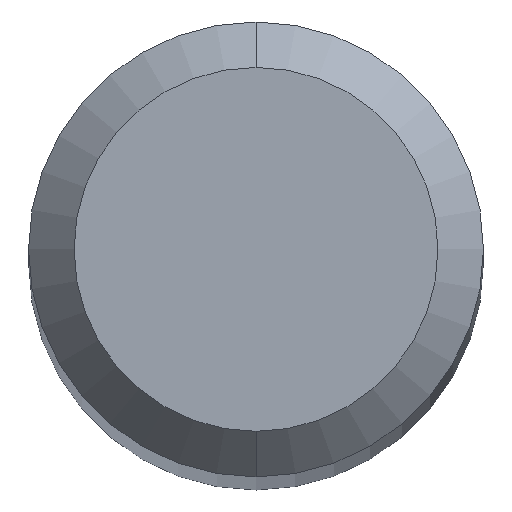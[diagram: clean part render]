
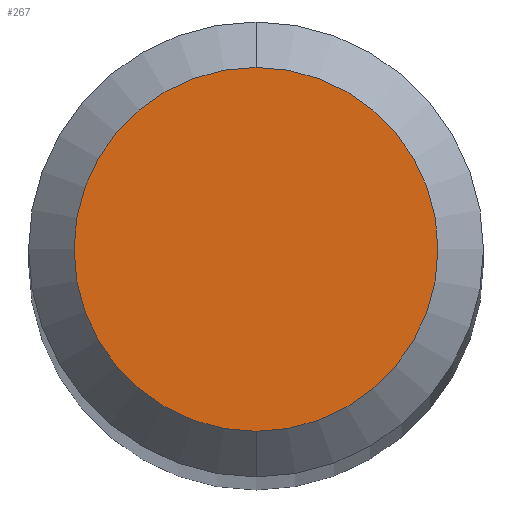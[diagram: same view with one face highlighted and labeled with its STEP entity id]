
A CAD part, top view. The second image highlights one B-rep face of the part: STEP entity #267.
In plain terms, the highlighted planar face has unit normal (0, 0, 1).
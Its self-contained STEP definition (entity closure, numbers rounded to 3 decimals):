
#195=EDGE_CURVE('',#427,#453,#504,.T.);
#267=ADVANCED_FACE('',(#585),#586,.T.);
#387=EDGE_CURVE('',#453,#427,#715,.T.);
#427=VERTEX_POINT('',#760);
#453=VERTEX_POINT('',#789);
#504=CIRCLE('',#856,1.2);
#585=FACE_OUTER_BOUND('',#988,.T.);
#586=PLANE('',#989);
#715=CIRCLE('',#1257,1.2);
#760=CARTESIAN_POINT('',(0.,-1.2,0.0));
#789=CARTESIAN_POINT('',(0.0,1.2,0.0));
#856=AXIS2_PLACEMENT_3D('',#1463,#1464,#1465);
#988=EDGE_LOOP('',(#1579,#1580));
#989=AXIS2_PLACEMENT_3D('',#1581,#1582,#1583);
#1257=AXIS2_PLACEMENT_3D('',#1699,#1700,#1701);
#1463=CARTESIAN_POINT('',(0.0,0.0,0.0));
#1464=DIRECTION('',(0.0,0.0,-1.0));
#1465=DIRECTION('',(0.0,1.0,0.0));
#1579=ORIENTED_EDGE('',*,*,#387,.F.);
#1580=ORIENTED_EDGE('',*,*,#195,.F.);
#1581=CARTESIAN_POINT('',(0.0,0.6,0.0));
#1582=DIRECTION('',(-0.0,0.0,1.0));
#1583=DIRECTION('',(0.0,-1.0,0.0));
#1699=CARTESIAN_POINT('',(0.0,0.0,0.0));
#1700=DIRECTION('',(0.0,0.0,-1.0));
#1701=DIRECTION('',(0.0,1.0,0.0));
